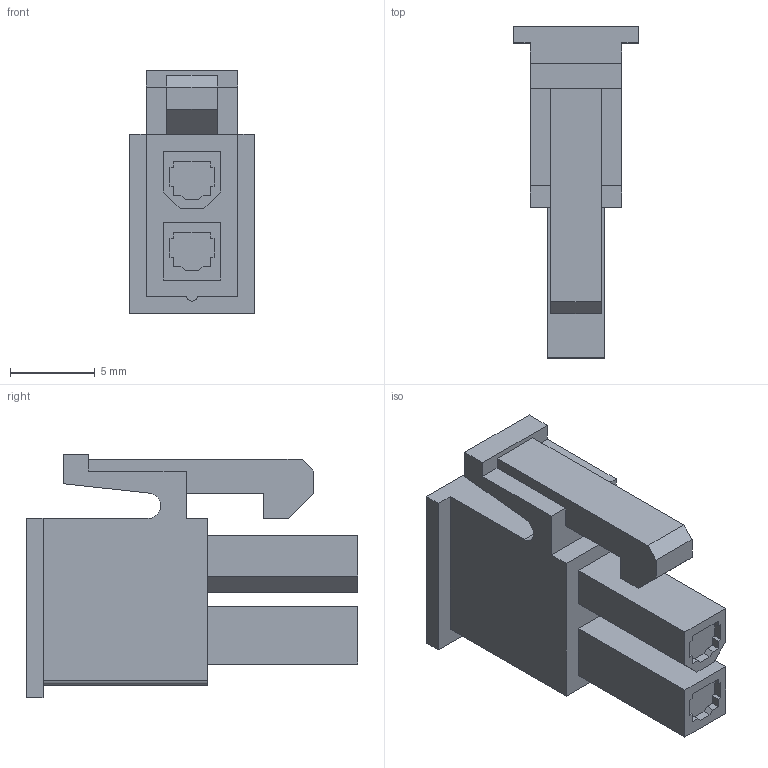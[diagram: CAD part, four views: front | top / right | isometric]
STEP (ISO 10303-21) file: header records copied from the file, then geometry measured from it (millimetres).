
FILE_DESCRIPTION(/* description */ (''),/* implementation_level */ '2;1');
FILE_NAME(/* name */ '39013028wbm000_01_214.stp',/* time_stamp */ '2023-02-21T19:17:30+08:00',/* author */ (''),/* organization */ (''),/* preprocessor_version */ 'ST-DEVELOPER v16.7',/* originating_system */ 'SIEMENS PLM Software NX 1919',/* authorisation */ '');
FILE_SCHEMA (('AUTOMOTIVE_DESIGN { 1 0 10303 214 3 1 1 1 }'));
Length unit declared in the file: millimetre
Products named in the file (1): 39013028wbm000_01
Bounding box: 7.4 x 19.6 x 14.4 mm (x, y, z)
Volume: 893 mm3; surface area: 957.5 mm2
Topology: 1 solids, 1 shells, 86 faces, 234 edges, 156 vertices
Faces by surface type: plane 84, cylinder 2
Entity records: 2686 total; most frequent: CARTESIAN_POINT 477, ORIENTED_EDGE 468, DIRECTION 412, EDGE_CURVE 234, LINE 230, VECTOR 230, VERTEX_POINT 156, EDGE_LOOP 92
